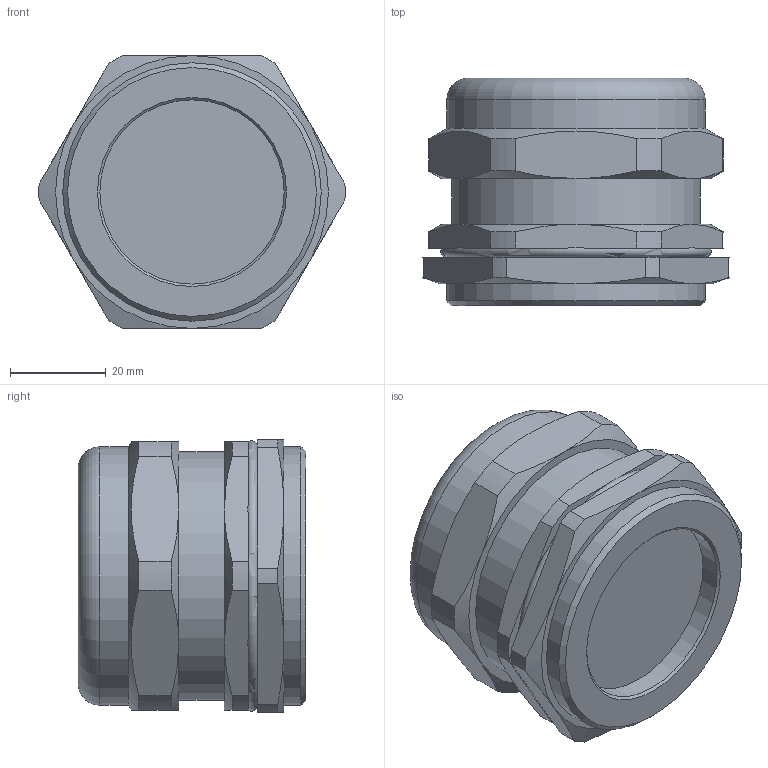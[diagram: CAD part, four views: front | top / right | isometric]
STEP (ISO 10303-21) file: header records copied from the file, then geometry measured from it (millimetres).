
FILE_DESCRIPTION(/* description */ (''),/* implementation_level */ '2;1');
FILE_NAME(/* name */ 'ГОФРОМАТИК ВК-НР-PG42-38-L12.stp',/* time_stamp */ '2023-05-19T08:21:00+07:00',/* author */ ('zeta-09'),/* organization */ (''),/* preprocessor_version */ 'ST-DEVELOPER v18.1',/* originating_system */ 'Autodesk Inventor 2021',/* authorisation */ '');
FILE_SCHEMA (('AUTOMOTIVE_DESIGN { 1 0 10303 214 3 1 1 }'));
Length unit declared in the file: millimetre
Products named in the file (1): Деталь1
Bounding box: 63.99 x 47.55 x 57 mm (x, y, z)
Volume: 109142.1 mm3; surface area: 16098.8 mm2
Topology: 1 solids, 1 shells, 83 faces, 202 edges, 127 vertices
Faces by surface type: plane 33, cylinder 24, cone 22, torus 4
Full cylindrical faces by diameter (mm): 38.5 x1, 52 x2, 52.5 x1, 54 x2
Entity records: 2599 total; most frequent: CARTESIAN_POINT 560, DIRECTION 410, ORIENTED_EDGE 404, EDGE_CURVE 202, AXIS2_PLACEMENT_3D 173, VERTEX_POINT 127, EDGE_LOOP 90, CIRCLE 89
